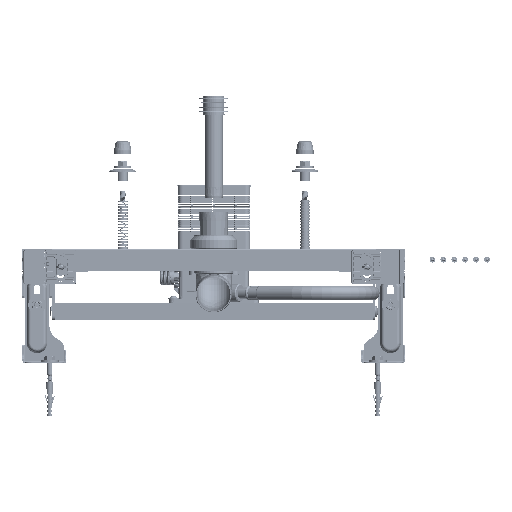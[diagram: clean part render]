
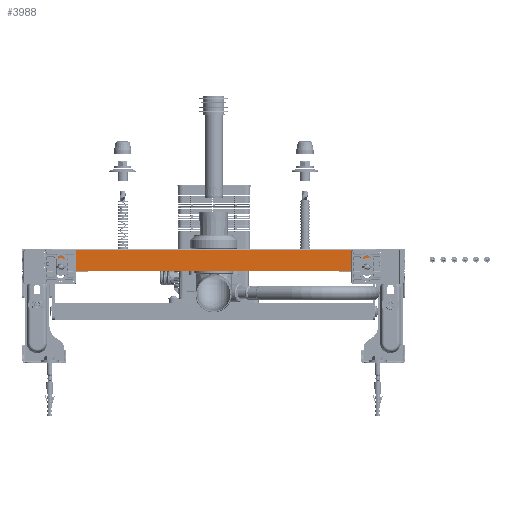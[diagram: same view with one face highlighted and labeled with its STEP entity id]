
A CAD part, front view. The second image highlights one B-rep face of the part: STEP entity #3988.
In plain terms, the highlighted planar face has unit normal (0, -1, 0).
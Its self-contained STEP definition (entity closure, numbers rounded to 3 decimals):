
#3813=DIRECTION('',(0.,0.,1.));
#3814=VECTOR('',#3813,28.);
#3815=CARTESIAN_POINT('',(-222.5,-450.,-15.));
#3816=LINE('',#3815,#3814);
#3817=DIRECTION('',(1.,0.,0.));
#3818=VECTOR('',#3817,445.);
#3819=CARTESIAN_POINT('',(-222.5,-450.,13.));
#3820=LINE('',#3819,#3818);
#3821=DIRECTION('',(0.,0.,-1.));
#3822=VECTOR('',#3821,28.);
#3823=CARTESIAN_POINT('',(222.5,-450.,13.));
#3824=LINE('',#3823,#3822);
#3829=DIRECTION('',(1.,0.,0.));
#3830=VECTOR('',#3829,445.);
#3831=CARTESIAN_POINT('',(-222.5,-450.,-15.));
#3832=LINE('',#3831,#3830);
#3857=CARTESIAN_POINT('',(-222.5,-450.,13.));
#3858=VERTEX_POINT('',#3857);
#3859=CARTESIAN_POINT('',(-222.5,-450.,-15.));
#3860=VERTEX_POINT('',#3859);
#3873=CARTESIAN_POINT('',(222.5,-450.,13.));
#3874=VERTEX_POINT('',#3873);
#3875=CARTESIAN_POINT('',(222.5,-450.,-15.));
#3876=VERTEX_POINT('',#3875);
#3974=CARTESIAN_POINT('',(-222.5,-450.,13.));
#3975=DIRECTION('',(0.,-1.,0.));
#3976=DIRECTION('',(0.,0.,-1.));
#3977=AXIS2_PLACEMENT_3D('',#3974,#3975,#3976);
#3978=PLANE('',#3977);
#3980=ORIENTED_EDGE('',*,*,#3979,.T.);
#3981=ORIENTED_EDGE('',*,*,#3962,.T.);
#3983=ORIENTED_EDGE('',*,*,#3982,.T.);
#3985=ORIENTED_EDGE('',*,*,#3984,.F.);
#3986=EDGE_LOOP('',(#3980,#3981,#3983,#3985));
#3987=FACE_OUTER_BOUND('',#3986,.F.);
#3988=ADVANCED_FACE('',(#3987),#3978,.T.);
#3962=EDGE_CURVE('',#3858,#3874,#3820,.T.);
#3979=EDGE_CURVE('',#3860,#3858,#3816,.T.);
#3982=EDGE_CURVE('',#3874,#3876,#3824,.T.);
#3984=EDGE_CURVE('',#3860,#3876,#3832,.T.);
